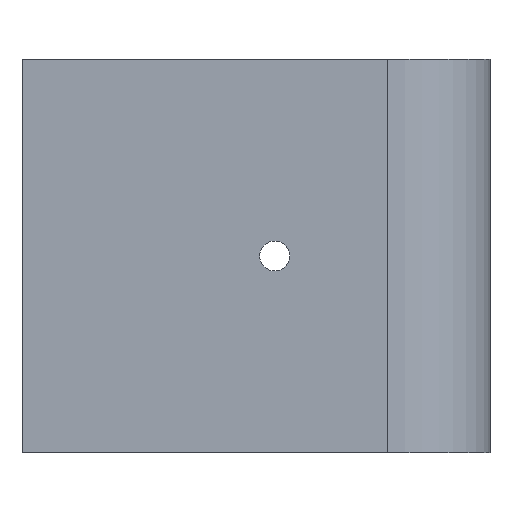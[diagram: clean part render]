
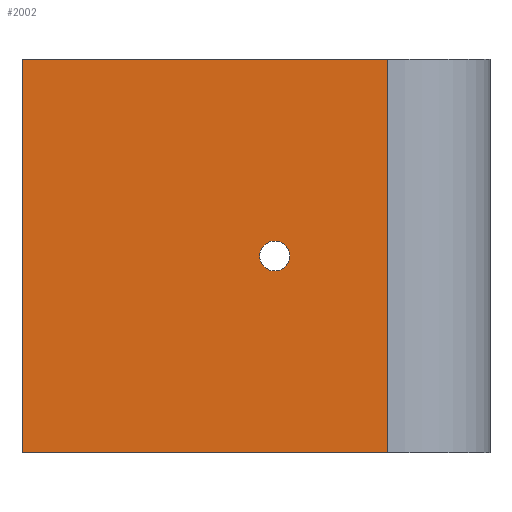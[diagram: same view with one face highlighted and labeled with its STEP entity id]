
A CAD part, front view. The second image highlights one B-rep face of the part: STEP entity #2002.
In plain terms, the highlighted planar face has unit normal (0, -1, 0).
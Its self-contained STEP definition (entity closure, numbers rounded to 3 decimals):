
#44 = CYLINDRICAL_SURFACE('',#45,11.);
#45 = AXIS2_PLACEMENT_3D('',#46,#47,#48);
#46 = CARTESIAN_POINT('',(0.,0.,0.));
#47 = DIRECTION('',(-0.,-0.,-1.));
#48 = DIRECTION('',(1.,0.,0.));
#72 = PLANE('',#73);
#73 = AXIS2_PLACEMENT_3D('',#74,#75,#76);
#74 = CARTESIAN_POINT('',(-16.725,0.496,42.));
#75 = DIRECTION('',(0.,0.,1.));
#76 = DIRECTION('',(1.,0.,0.));
#126 = PLANE('',#127);
#127 = AXIS2_PLACEMENT_3D('',#128,#129,#130);
#128 = CARTESIAN_POINT('',(-16.725,0.496,0.));
#129 = DIRECTION('',(0.,0.,1.));
#130 = DIRECTION('',(1.,0.,0.));
#325 = EDGE_CURVE('',#326,#328,#330,.T.);
#326 = VERTEX_POINT('',#327);
#327 = CARTESIAN_POINT('',(0.,-11.,0.));
#328 = VERTEX_POINT('',#329);
#329 = CARTESIAN_POINT('',(0.,-11.,42.));
#330 = SURFACE_CURVE('',#331,(#335,#342),.PCURVE_S1.);
#331 = LINE('',#332,#333);
#332 = CARTESIAN_POINT('',(0.,-11.,0.));
#333 = VECTOR('',#334,1.);
#334 = DIRECTION('',(0.,0.,1.));
#335 = PCURVE('',#44,#336);
#336 = DEFINITIONAL_REPRESENTATION('',(#337),#341);
#337 = LINE('',#338,#339);
#338 = CARTESIAN_POINT('',(-4.712,0.));
#339 = VECTOR('',#340,1.);
#340 = DIRECTION('',(-0.,-1.));
#341 = ( GEOMETRIC_REPRESENTATION_CONTEXT(2) 
PARAMETRIC_REPRESENTATION_CONTEXT() REPRESENTATION_CONTEXT('2D SPACE',''
  ) );
#342 = PCURVE('',#343,#348);
#343 = PLANE('',#344);
#344 = AXIS2_PLACEMENT_3D('',#345,#346,#347);
#345 = CARTESIAN_POINT('',(-39.,-11.,0.));
#346 = DIRECTION('',(0.,1.,0.));
#347 = DIRECTION('',(1.,0.,0.));
#348 = DEFINITIONAL_REPRESENTATION('',(#349),#353);
#349 = LINE('',#350,#351);
#350 = CARTESIAN_POINT('',(39.,0.));
#351 = VECTOR('',#352,1.);
#352 = DIRECTION('',(0.,-1.));
#353 = ( GEOMETRIC_REPRESENTATION_CONTEXT(2) 
PARAMETRIC_REPRESENTATION_CONTEXT() REPRESENTATION_CONTEXT('2D SPACE',''
  ) );
#736 = VERTEX_POINT('',#737);
#737 = CARTESIAN_POINT('',(-39.,-11.,0.));
#751 = PLANE('',#752);
#752 = AXIS2_PLACEMENT_3D('',#753,#754,#755);
#753 = CARTESIAN_POINT('',(-39.,1.,0.));
#754 = DIRECTION('',(1.,0.,0.));
#755 = DIRECTION('',(0.,-1.,0.));
#763 = EDGE_CURVE('',#736,#326,#764,.T.);
#764 = SURFACE_CURVE('',#765,(#769,#776),.PCURVE_S1.);
#765 = LINE('',#766,#767);
#766 = CARTESIAN_POINT('',(-39.,-11.,0.));
#767 = VECTOR('',#768,1.);
#768 = DIRECTION('',(1.,0.,0.));
#769 = PCURVE('',#126,#770);
#770 = DEFINITIONAL_REPRESENTATION('',(#771),#775);
#771 = LINE('',#772,#773);
#772 = CARTESIAN_POINT('',(-22.275,-11.496));
#773 = VECTOR('',#774,1.);
#774 = DIRECTION('',(1.,0.));
#775 = ( GEOMETRIC_REPRESENTATION_CONTEXT(2) 
PARAMETRIC_REPRESENTATION_CONTEXT() REPRESENTATION_CONTEXT('2D SPACE',''
  ) );
#776 = PCURVE('',#343,#777);
#777 = DEFINITIONAL_REPRESENTATION('',(#778),#782);
#778 = LINE('',#779,#780);
#779 = CARTESIAN_POINT('',(0.,0.));
#780 = VECTOR('',#781,1.);
#781 = DIRECTION('',(1.,0.));
#782 = ( GEOMETRIC_REPRESENTATION_CONTEXT(2) 
PARAMETRIC_REPRESENTATION_CONTEXT() REPRESENTATION_CONTEXT('2D SPACE',''
  ) );
#1097 = VERTEX_POINT('',#1098);
#1098 = CARTESIAN_POINT('',(-39.,-11.,42.));
#1119 = EDGE_CURVE('',#1097,#328,#1120,.T.);
#1120 = SURFACE_CURVE('',#1121,(#1125,#1132),.PCURVE_S1.);
#1121 = LINE('',#1122,#1123);
#1122 = CARTESIAN_POINT('',(-39.,-11.,42.));
#1123 = VECTOR('',#1124,1.);
#1124 = DIRECTION('',(1.,0.,0.));
#1125 = PCURVE('',#72,#1126);
#1126 = DEFINITIONAL_REPRESENTATION('',(#1127),#1131);
#1127 = LINE('',#1128,#1129);
#1128 = CARTESIAN_POINT('',(-22.275,-11.496));
#1129 = VECTOR('',#1130,1.);
#1130 = DIRECTION('',(1.,0.));
#1131 = ( GEOMETRIC_REPRESENTATION_CONTEXT(2) 
PARAMETRIC_REPRESENTATION_CONTEXT() REPRESENTATION_CONTEXT('2D SPACE',''
  ) );
#1132 = PCURVE('',#343,#1133);
#1133 = DEFINITIONAL_REPRESENTATION('',(#1134),#1138);
#1134 = LINE('',#1135,#1136);
#1135 = CARTESIAN_POINT('',(0.,-42.));
#1136 = VECTOR('',#1137,1.);
#1137 = DIRECTION('',(1.,0.));
#1138 = ( GEOMETRIC_REPRESENTATION_CONTEXT(2) 
PARAMETRIC_REPRESENTATION_CONTEXT() REPRESENTATION_CONTEXT('2D SPACE',''
  ) );
#2002 = ADVANCED_FACE('',(#2003,#2029),#343,.F.);
#2003 = FACE_BOUND('',#2004,.F.);
#2004 = EDGE_LOOP('',(#2005,#2026,#2027,#2028));
#2005 = ORIENTED_EDGE('',*,*,#2006,.T.);
#2006 = EDGE_CURVE('',#736,#1097,#2007,.T.);
#2007 = SURFACE_CURVE('',#2008,(#2012,#2019),.PCURVE_S1.);
#2008 = LINE('',#2009,#2010);
#2009 = CARTESIAN_POINT('',(-39.,-11.,0.));
#2010 = VECTOR('',#2011,1.);
#2011 = DIRECTION('',(0.,0.,1.));
#2012 = PCURVE('',#343,#2013);
#2013 = DEFINITIONAL_REPRESENTATION('',(#2014),#2018);
#2014 = LINE('',#2015,#2016);
#2015 = CARTESIAN_POINT('',(0.,0.));
#2016 = VECTOR('',#2017,1.);
#2017 = DIRECTION('',(0.,-1.));
#2018 = ( GEOMETRIC_REPRESENTATION_CONTEXT(2) 
PARAMETRIC_REPRESENTATION_CONTEXT() REPRESENTATION_CONTEXT('2D SPACE',''
  ) );
#2019 = PCURVE('',#751,#2020);
#2020 = DEFINITIONAL_REPRESENTATION('',(#2021),#2025);
#2021 = LINE('',#2022,#2023);
#2022 = CARTESIAN_POINT('',(12.,0.));
#2023 = VECTOR('',#2024,1.);
#2024 = DIRECTION('',(0.,-1.));
#2025 = ( GEOMETRIC_REPRESENTATION_CONTEXT(2) 
PARAMETRIC_REPRESENTATION_CONTEXT() REPRESENTATION_CONTEXT('2D SPACE',''
  ) );
#2026 = ORIENTED_EDGE('',*,*,#1119,.T.);
#2027 = ORIENTED_EDGE('',*,*,#325,.F.);
#2028 = ORIENTED_EDGE('',*,*,#763,.F.);
#2029 = FACE_BOUND('',#2030,.F.);
#2030 = EDGE_LOOP('',(#2031));
#2031 = ORIENTED_EDGE('',*,*,#2032,.T.);
#2032 = EDGE_CURVE('',#2033,#2033,#2035,.T.);
#2033 = VERTEX_POINT('',#2034);
#2034 = CARTESIAN_POINT('',(-10.4,-11.,21.));
#2035 = SURFACE_CURVE('',#2036,(#2041,#2052),.PCURVE_S1.);
#2036 = CIRCLE('',#2037,1.6);
#2037 = AXIS2_PLACEMENT_3D('',#2038,#2039,#2040);
#2038 = CARTESIAN_POINT('',(-12.,-11.,21.));
#2039 = DIRECTION('',(0.,-1.,0.));
#2040 = DIRECTION('',(1.,0.,0.));
#2041 = PCURVE('',#343,#2042);
#2042 = DEFINITIONAL_REPRESENTATION('',(#2043),#2051);
#2043 = ( BOUNDED_CURVE() B_SPLINE_CURVE(2,(#2044,#2045,#2046,#2047,
#2048,#2049,#2050),.UNSPECIFIED.,.T.,.F.) B_SPLINE_CURVE_WITH_KNOTS((1,2
    ,2,2,2,1),(-2.094,0.,2.094,4.189,
6.283,8.378),.UNSPECIFIED.) CURVE() 
GEOMETRIC_REPRESENTATION_ITEM() RATIONAL_B_SPLINE_CURVE((1.,0.5,1.,0.5,
1.,0.5,1.)) REPRESENTATION_ITEM('') );
#2044 = CARTESIAN_POINT('',(28.6,-21.));
#2045 = CARTESIAN_POINT('',(28.6,-23.771));
#2046 = CARTESIAN_POINT('',(26.2,-22.386));
#2047 = CARTESIAN_POINT('',(23.8,-21.));
#2048 = CARTESIAN_POINT('',(26.2,-19.614));
#2049 = CARTESIAN_POINT('',(28.6,-18.229));
#2050 = CARTESIAN_POINT('',(28.6,-21.));
#2051 = ( GEOMETRIC_REPRESENTATION_CONTEXT(2) 
PARAMETRIC_REPRESENTATION_CONTEXT() REPRESENTATION_CONTEXT('2D SPACE',''
  ) );
#2052 = PCURVE('',#2053,#2058);
#2053 = CYLINDRICAL_SURFACE('',#2054,1.6);
#2054 = AXIS2_PLACEMENT_3D('',#2055,#2056,#2057);
#2055 = CARTESIAN_POINT('',(-12.,-11.,21.));
#2056 = DIRECTION('',(0.,-1.,0.));
#2057 = DIRECTION('',(1.,0.,0.));
#2058 = DEFINITIONAL_REPRESENTATION('',(#2059),#2063);
#2059 = LINE('',#2060,#2061);
#2060 = CARTESIAN_POINT('',(0.,0.));
#2061 = VECTOR('',#2062,1.);
#2062 = DIRECTION('',(1.,0.));
#2063 = ( GEOMETRIC_REPRESENTATION_CONTEXT(2) 
PARAMETRIC_REPRESENTATION_CONTEXT() REPRESENTATION_CONTEXT('2D SPACE',''
  ) );
